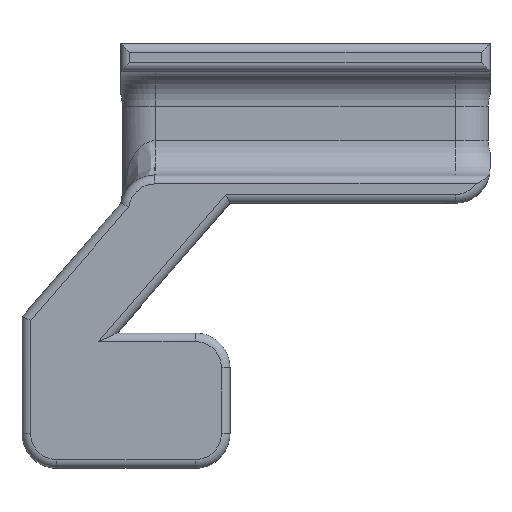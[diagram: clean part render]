
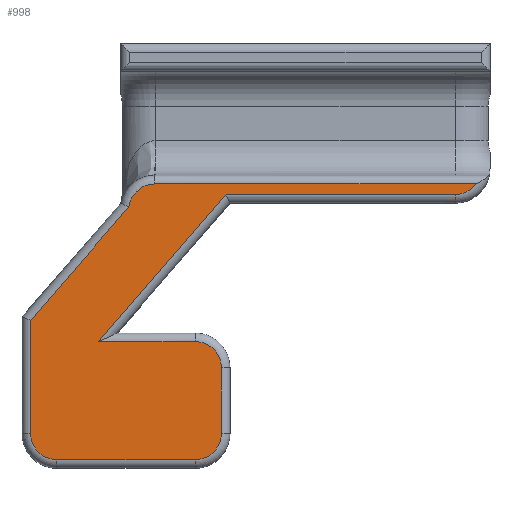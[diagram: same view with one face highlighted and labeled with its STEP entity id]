
A CAD part, top view. The second image highlights one B-rep face of the part: STEP entity #998.
In plain terms, the highlighted planar face has unit normal (0, 0, 1).
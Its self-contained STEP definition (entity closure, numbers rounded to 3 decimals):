
#64=CIRCLE('',#1093,1.5);
#68=CIRCLE('',#1100,1.5);
#70=CIRCLE('',#1103,1.5);
#74=CIRCLE('',#1109,1.5);
#77=CIRCLE('',#1114,1.5);
#141=FACE_OUTER_BOUND('',#203,.T.);
#203=EDGE_LOOP('',(#855,#856,#857,#858,#859,#860,#861,#862,#863,#864,#865,
#866,#867));
#299=LINE('',#1777,#384);
#301=LINE('',#1787,#386);
#302=LINE('',#1791,#387);
#305=LINE('',#1817,#390);
#306=LINE('',#1835,#391);
#307=LINE('',#1846,#392);
#308=LINE('',#1854,#393);
#309=LINE('',#1860,#394);
#384=VECTOR('',#1326,10.);
#386=VECTOR('',#1336,10.);
#387=VECTOR('',#1341,10.);
#390=VECTOR('',#1354,10.);
#391=VECTOR('',#1359,10.);
#392=VECTOR('',#1376,10.);
#393=VECTOR('',#1387,10.);
#394=VECTOR('',#1396,10.);
#469=VERTEX_POINT('',#1775);
#470=VERTEX_POINT('',#1776);
#473=VERTEX_POINT('',#1784);
#474=VERTEX_POINT('',#1786);
#475=VERTEX_POINT('',#1790);
#477=VERTEX_POINT('',#1809);
#479=VERTEX_POINT('',#1816);
#480=VERTEX_POINT('',#1833);
#481=VERTEX_POINT('',#1839);
#482=VERTEX_POINT('',#1844);
#483=VERTEX_POINT('',#1848);
#484=VERTEX_POINT('',#1852);
#485=VERTEX_POINT('',#1856);
#590=EDGE_CURVE('',#469,#470,#299,.T.);
#595=EDGE_CURVE('',#473,#474,#301,.T.);
#597=EDGE_CURVE('',#474,#475,#302,.T.);
#600=EDGE_CURVE('',#475,#477,#64,.T.);
#604=EDGE_CURVE('',#477,#479,#305,.T.);
#607=EDGE_CURVE('',#480,#469,#306,.T.);
#608=EDGE_CURVE('',#479,#480,#68,.T.);
#610=EDGE_CURVE('',#481,#473,#70,.T.);
#613=EDGE_CURVE('',#482,#481,#307,.T.);
#615=EDGE_CURVE('',#483,#482,#74,.T.);
#617=EDGE_CURVE('',#484,#483,#308,.T.);
#619=EDGE_CURVE('',#485,#484,#77,.T.);
#620=EDGE_CURVE('',#470,#485,#309,.T.);
#855=ORIENTED_EDGE('',*,*,#595,.F.);
#856=ORIENTED_EDGE('',*,*,#610,.F.);
#857=ORIENTED_EDGE('',*,*,#613,.F.);
#858=ORIENTED_EDGE('',*,*,#615,.F.);
#859=ORIENTED_EDGE('',*,*,#617,.F.);
#860=ORIENTED_EDGE('',*,*,#619,.F.);
#861=ORIENTED_EDGE('',*,*,#620,.F.);
#862=ORIENTED_EDGE('',*,*,#590,.F.);
#863=ORIENTED_EDGE('',*,*,#607,.F.);
#864=ORIENTED_EDGE('',*,*,#608,.F.);
#865=ORIENTED_EDGE('',*,*,#604,.F.);
#866=ORIENTED_EDGE('',*,*,#600,.F.);
#867=ORIENTED_EDGE('',*,*,#597,.F.);
#940=PLANE('',#1118);
#998=ADVANCED_FACE('',(#141),#940,.T.);
#1093=AXIS2_PLACEMENT_3D('',#1810,#1345,#1346);
#1100=AXIS2_PLACEMENT_3D('',#1837,#1362,#1363);
#1103=AXIS2_PLACEMENT_3D('',#1841,#1368,#1369);
#1109=AXIS2_PLACEMENT_3D('',#1850,#1381,#1382);
#1114=AXIS2_PLACEMENT_3D('',#1858,#1392,#1393);
#1118=AXIS2_PLACEMENT_3D('',#1865,#1403,#1404);
#1326=DIRECTION('',(-0.655,-0.756,0.));
#1336=DIRECTION('',(0.,1.,0.));
#1341=DIRECTION('',(0.655,0.756,0.));
#1345=DIRECTION('center_axis',(0.,0.,-1.));
#1346=DIRECTION('ref_axis',(-0.632,0.775,0.));
#1354=DIRECTION('',(1.,0.,0.));
#1359=DIRECTION('',(-1.,0.,0.));
#1362=DIRECTION('center_axis',(0.,0.,-1.));
#1363=DIRECTION('ref_axis',(0.632,-0.775,0.));
#1368=DIRECTION('center_axis',(0.,0.,-1.));
#1369=DIRECTION('ref_axis',(-0.707,-0.707,0.));
#1376=DIRECTION('',(-1.,0.,0.));
#1381=DIRECTION('center_axis',(0.,0.,-1.));
#1382=DIRECTION('ref_axis',(0.707,-0.707,0.));
#1387=DIRECTION('',(0.,-1.,0.));
#1392=DIRECTION('center_axis',(0.,0.,-1.));
#1393=DIRECTION('ref_axis',(0.707,0.707,0.));
#1396=DIRECTION('',(1.,0.,0.));
#1403=DIRECTION('center_axis',(0.,0.,1.));
#1404=DIRECTION('ref_axis',(1.,0.,0.));
#1775=CARTESIAN_POINT('',(-0.228,0.5,7.5));
#1776=CARTESIAN_POINT('',(-7.595,-8.,7.5));
#1777=CARTESIAN_POINT('',(-5.001,-5.007,7.5));
#1784=CARTESIAN_POINT('',(-11.5,-13.3,7.5));
#1786=CARTESIAN_POINT('',(-11.5,-6.763,7.5));
#1787=CARTESIAN_POINT('',(-11.5,-6.713,7.5));
#1790=CARTESIAN_POINT('',(-5.83,-0.221,7.5));
#1791=CARTESIAN_POINT('',(-5.944,-0.353,7.5));
#1809=CARTESIAN_POINT('',(-4.34,1.1,7.5));
#1810=CARTESIAN_POINT('Origin',(-4.34,-0.4,7.5));
#1816=CARTESIAN_POINT('',(14.2,1.1,7.5));
#1817=CARTESIAN_POINT('',(8.25,1.1,7.5));
#1833=CARTESIAN_POINT('',(13.,0.5,7.5));
#1835=CARTESIAN_POINT('',(0.75,0.5,7.5));
#1837=CARTESIAN_POINT('Origin',(13.,2.,7.5));
#1839=CARTESIAN_POINT('',(-10.,-14.8,7.5));
#1841=CARTESIAN_POINT('Origin',(-10.,-13.3,7.5));
#1844=CARTESIAN_POINT('',(-2.,-14.8,7.5));
#1846=CARTESIAN_POINT('',(-5.25,-14.8,7.5));
#1848=CARTESIAN_POINT('',(-0.5,-13.3,7.5));
#1850=CARTESIAN_POINT('Origin',(-2.,-13.3,7.5));
#1852=CARTESIAN_POINT('',(-0.5,-9.5,7.5));
#1854=CARTESIAN_POINT('',(-0.5,-11.075,7.5));
#1856=CARTESIAN_POINT('',(-2.,-8.,7.5));
#1858=CARTESIAN_POINT('Origin',(-2.,-9.5,7.5));
#1860=CARTESIAN_POINT('',(0.75,-8.,7.5));
#1865=CARTESIAN_POINT('Origin',(1.5,-6.85,7.5));
